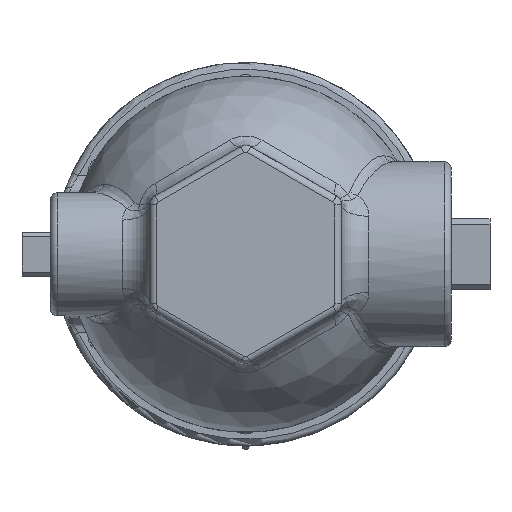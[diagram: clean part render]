
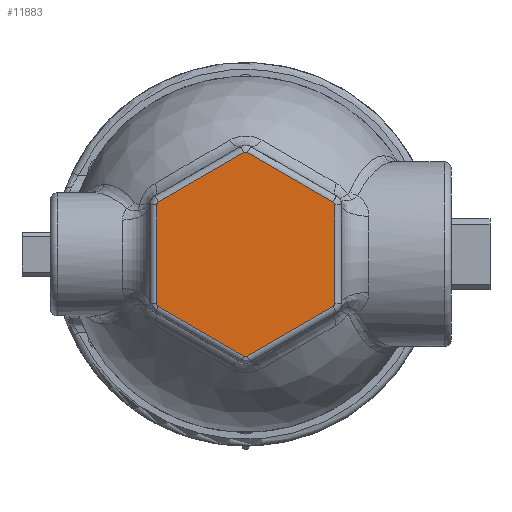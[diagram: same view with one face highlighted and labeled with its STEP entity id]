
A CAD part, front view. The second image highlights one B-rep face of the part: STEP entity #11883.
In plain terms, the highlighted planar face has unit normal (0, -1, 0).
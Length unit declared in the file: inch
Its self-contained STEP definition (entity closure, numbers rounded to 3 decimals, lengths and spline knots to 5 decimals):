
#3851=CARTESIAN_POINT('',(-1.562,0.,-0.90182));
#3852=DIRECTION('',(0.,-1.,0.));
#3853=DIRECTION('',(-1.,0.,0.));
#3854=AXIS2_PLACEMENT_3D('',#3851,#3852,#3853);
#3856=DIRECTION('',(0.,0.,-1.));
#3857=VECTOR('',#3856,1.80364);
#3858=CARTESIAN_POINT('',(-1.625,0.,0.90182));
#3859=LINE('',#3858,#3857);
#3860=CARTESIAN_POINT('',(-1.562,0.,0.90182));
#3861=DIRECTION('',(0.,-1.,0.));
#3862=DIRECTION('',(-0.5,0.,0.866));
#3863=AXIS2_PLACEMENT_3D('',#3860,#3861,#3862);
#3865=DIRECTION('',(-0.866,0.,-0.5));
#3866=VECTOR('',#3865,1.80364);
#3867=CARTESIAN_POINT('',(-0.0315,0.,1.8582));
#3868=LINE('',#3867,#3866);
#3869=CARTESIAN_POINT('',(0.,0.,1.80364));
#3870=DIRECTION('',(0.,-1.,0.));
#3871=DIRECTION('',(0.5,0.,0.866));
#3872=AXIS2_PLACEMENT_3D('',#3869,#3870,#3871);
#3874=DIRECTION('',(-0.866,0.,0.5));
#3875=VECTOR('',#3874,1.80364);
#3876=CARTESIAN_POINT('',(1.5935,0.,0.95638));
#3877=LINE('',#3876,#3875);
#3878=CARTESIAN_POINT('',(1.562,0.,0.90182));
#3879=DIRECTION('',(0.,-1.,0.));
#3880=DIRECTION('',(1.,0.,0.));
#3881=AXIS2_PLACEMENT_3D('',#3878,#3879,#3880);
#3883=DIRECTION('',(0.,0.,1.));
#3884=VECTOR('',#3883,1.80364);
#3885=CARTESIAN_POINT('',(1.625,0.,-0.90182));
#3886=LINE('',#3885,#3884);
#3887=CARTESIAN_POINT('',(1.562,0.,-0.90182));
#3888=DIRECTION('',(0.,-1.,0.));
#3889=DIRECTION('',(0.5,0.,-0.866));
#3890=AXIS2_PLACEMENT_3D('',#3887,#3888,#3889);
#3892=DIRECTION('',(0.866,0.,0.5));
#3893=VECTOR('',#3892,1.80364);
#3894=CARTESIAN_POINT('',(0.0315,0.,-1.8582));
#3895=LINE('',#3894,#3893);
#3896=CARTESIAN_POINT('',(0.,0.,-1.80364));
#3897=DIRECTION('',(0.,-1.,0.));
#3898=DIRECTION('',(-0.5,0.,-0.866));
#3899=AXIS2_PLACEMENT_3D('',#3896,#3897,#3898);
#3901=DIRECTION('',(0.866,0.,-0.5));
#3902=VECTOR('',#3901,1.80364);
#3903=CARTESIAN_POINT('',(-1.5935,0.,-0.95638));
#3904=LINE('',#3903,#3902);
#8765=CARTESIAN_POINT('',(-1.625,0.,-0.90182));
#8766=CARTESIAN_POINT('',(-1.5935,0.,-0.95638));
#8767=VERTEX_POINT('',#8765);
#8768=VERTEX_POINT('',#8766);
#8773=CARTESIAN_POINT('',(-0.0315,0.,-1.8582));
#8774=VERTEX_POINT('',#8773);
#8777=CARTESIAN_POINT('',(0.0315,0.,-1.8582));
#8778=VERTEX_POINT('',#8777);
#8781=CARTESIAN_POINT('',(1.5935,0.,-0.95638));
#8782=VERTEX_POINT('',#8781);
#8785=CARTESIAN_POINT('',(1.625,0.,-0.90182));
#8786=VERTEX_POINT('',#8785);
#8789=CARTESIAN_POINT('',(1.625,0.,0.90182));
#8790=VERTEX_POINT('',#8789);
#8793=CARTESIAN_POINT('',(1.5935,0.,0.95638));
#8794=VERTEX_POINT('',#8793);
#8797=CARTESIAN_POINT('',(0.0315,0.,1.8582));
#8798=VERTEX_POINT('',#8797);
#8801=CARTESIAN_POINT('',(-0.0315,0.,1.8582));
#8802=VERTEX_POINT('',#8801);
#8805=CARTESIAN_POINT('',(-1.5935,0.,0.95638));
#8806=VERTEX_POINT('',#8805);
#8809=CARTESIAN_POINT('',(-1.625,0.,0.90182));
#8810=VERTEX_POINT('',#8809);
#11853=CARTESIAN_POINT('',(0.,0.,0.));
#11854=DIRECTION('',(0.,-1.,0.));
#11855=DIRECTION('',(1.,0.,0.));
#11856=AXIS2_PLACEMENT_3D('',#11853,#11854,#11855);
#11857=PLANE('',#11856);
#11859=ORIENTED_EDGE('',*,*,#11858,.F.);
#11861=ORIENTED_EDGE('',*,*,#11860,.F.);
#11863=ORIENTED_EDGE('',*,*,#11862,.F.);
#11865=ORIENTED_EDGE('',*,*,#11864,.F.);
#11867=ORIENTED_EDGE('',*,*,#11866,.F.);
#11869=ORIENTED_EDGE('',*,*,#11868,.F.);
#11871=ORIENTED_EDGE('',*,*,#11870,.F.);
#11873=ORIENTED_EDGE('',*,*,#11872,.F.);
#11874=ORIENTED_EDGE('',*,*,#11843,.F.);
#11876=ORIENTED_EDGE('',*,*,#11875,.F.);
#11878=ORIENTED_EDGE('',*,*,#11877,.F.);
#11880=ORIENTED_EDGE('',*,*,#11879,.F.);
#11881=EDGE_LOOP('',(#11859,#11861,#11863,#11865,#11867,#11869,#11871,#11873,
#11874,#11876,#11878,#11880));
#11882=FACE_OUTER_BOUND('',#11881,.F.);
#3855=CIRCLE('',#3854,0.063);
#3864=CIRCLE('',#3863,0.063);
#3873=CIRCLE('',#3872,0.063);
#3882=CIRCLE('',#3881,0.063);
#3891=CIRCLE('',#3890,0.063);
#3900=CIRCLE('',#3899,0.063);
#11843=EDGE_CURVE('',#8782,#8786,#3891,.T.);
#11858=EDGE_CURVE('',#8767,#8768,#3855,.T.);
#11860=EDGE_CURVE('',#8810,#8767,#3859,.T.);
#11862=EDGE_CURVE('',#8806,#8810,#3864,.T.);
#11864=EDGE_CURVE('',#8802,#8806,#3868,.T.);
#11866=EDGE_CURVE('',#8798,#8802,#3873,.T.);
#11868=EDGE_CURVE('',#8794,#8798,#3877,.T.);
#11870=EDGE_CURVE('',#8790,#8794,#3882,.T.);
#11872=EDGE_CURVE('',#8786,#8790,#3886,.T.);
#11875=EDGE_CURVE('',#8778,#8782,#3895,.T.);
#11877=EDGE_CURVE('',#8774,#8778,#3900,.T.);
#11879=EDGE_CURVE('',#8768,#8774,#3904,.T.);
#11883=ADVANCED_FACE('',(#11882),#11857,.T.);
